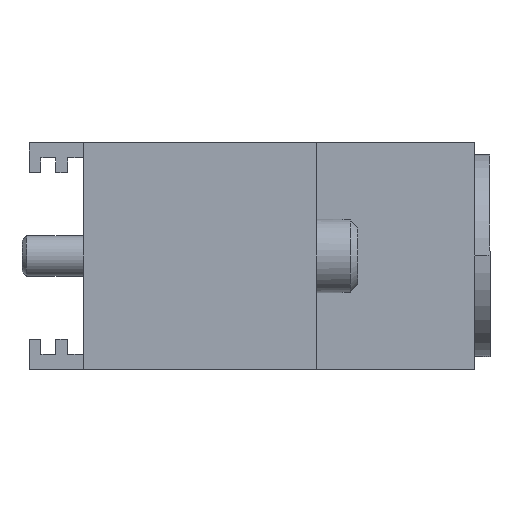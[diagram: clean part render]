
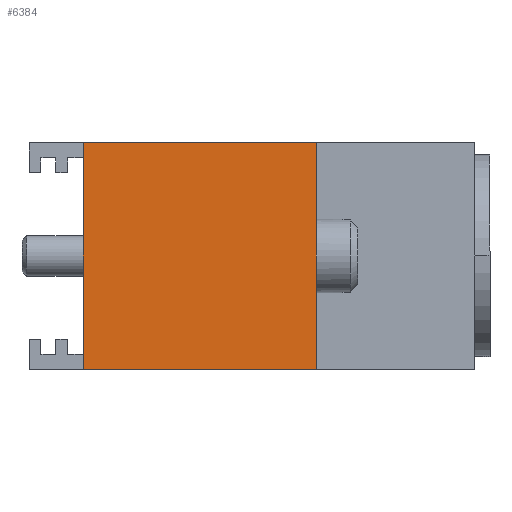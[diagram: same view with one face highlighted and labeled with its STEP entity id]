
A CAD part, left-side view. The second image highlights one B-rep face of the part: STEP entity #6384.
In plain terms, the highlighted planar face has unit normal (-1, 0, 0).
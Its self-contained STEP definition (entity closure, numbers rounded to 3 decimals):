
#6384=ADVANCED_FACE('',(#8316),#7550,.T.);
#7550=PLANE('',#26683);
#8316=FACE_OUTER_BOUND('',#9486,.T.);
#9486=EDGE_LOOP('',(#15477,#15478,#15479,#15480));
#10574=LINE('',#32818,#12323);
#11038=LINE('',#35345,#12799);
#11080=LINE('',#35424,#12841);
#11081=LINE('',#35426,#12842);
#12323=VECTOR('',#28027,1.);
#12799=VECTOR('',#29069,1.);
#12841=VECTOR('',#29129,1.);
#12842=VECTOR('',#29130,1.);
#15477=ORIENTED_EDGE('',*,*,#23044,.T.);
#15478=ORIENTED_EDGE('',*,*,#23000,.F.);
#15479=ORIENTED_EDGE('',*,*,#22239,.F.);
#15480=ORIENTED_EDGE('',*,*,#23045,.F.);
#20264=VERTEX_POINT('',#32817);
#20265=VERTEX_POINT('',#32819);
#20775=VERTEX_POINT('',#35346);
#20803=VERTEX_POINT('',#35425);
#22239=EDGE_CURVE('',#20264,#20265,#10574,.T.);
#23000=EDGE_CURVE('',#20265,#20775,#11038,.T.);
#23044=EDGE_CURVE('',#20803,#20775,#11080,.T.);
#23045=EDGE_CURVE('',#20803,#20264,#11081,.T.);
#26683=AXIS2_PLACEMENT_3D('',#35427,#29131,#29132);
#28027=DIRECTION('',(0.,1.,0.));
#29069=DIRECTION('',(0.,0.,1.));
#29129=DIRECTION('',(0.,1.,0.));
#29130=DIRECTION('',(0.,0.,-1.));
#29131=DIRECTION('',(-1.,0.,0.));
#29132=DIRECTION('',(0.,0.,1.));
#32817=CARTESIAN_POINT('',(-15.15,2.722,0.));
#32818=CARTESIAN_POINT('',(-15.15,3.722,0.));
#32819=CARTESIAN_POINT('',(-15.15,18.222,0.));
#35345=CARTESIAN_POINT('',(-15.15,18.222,11.5));
#35346=CARTESIAN_POINT('',(-15.15,18.222,15.1));
#35424=CARTESIAN_POINT('',(-15.15,25.322,15.1));
#35425=CARTESIAN_POINT('',(-15.15,2.722,15.1));
#35426=CARTESIAN_POINT('',(-15.15,2.722,7.55));
#35427=CARTESIAN_POINT('',(-15.15,3.722,0.));
